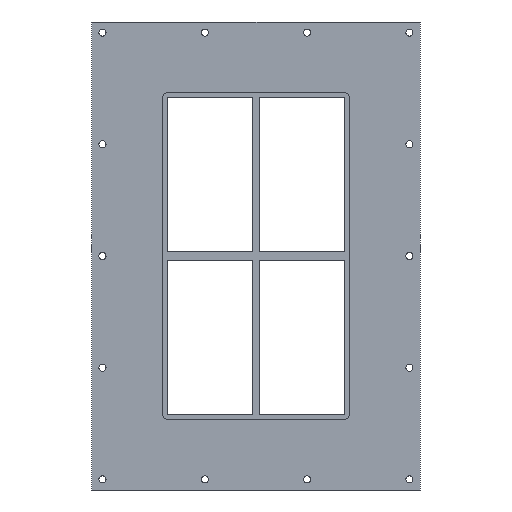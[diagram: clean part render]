
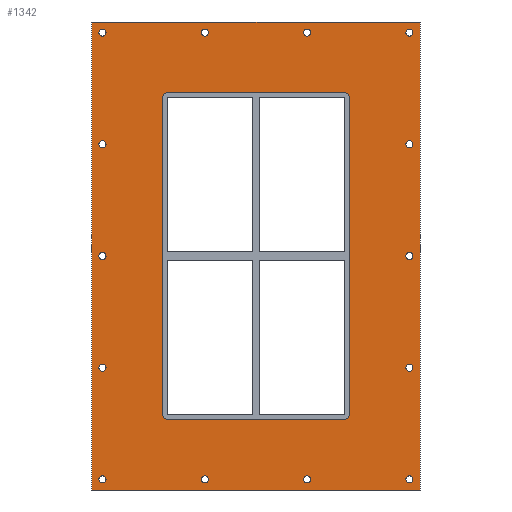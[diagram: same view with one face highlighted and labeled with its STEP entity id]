
A CAD part, front view. The second image highlights one B-rep face of the part: STEP entity #1342.
In plain terms, the highlighted planar face has unit normal (0, -1, 0).
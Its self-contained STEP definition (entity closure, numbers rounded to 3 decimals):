
#84=CARTESIAN_POINT('',(-211.5,0.0,-315.0));
#85=VERTEX_POINT('',#84);
#86=CARTESIAN_POINT('',(-216.5,0.0,-315.0));
#87=DIRECTION('',(0.0,1.0,0.0));
#88=DIRECTION('',(1.0,0.0,0.0));
#89=AXIS2_PLACEMENT_3D('',#86,#87,#88);
#90=CIRCLE('',#89,5.0);
#91=EDGE_CURVE('',#85,#85,#90,.T.);
#112=CARTESIAN_POINT('',(221.4,0.0,-157.5));
#113=VERTEX_POINT('',#112);
#114=CARTESIAN_POINT('',(216.4,0.0,-157.5));
#115=DIRECTION('',(0.0,1.0,0.0));
#116=DIRECTION('',(1.0,0.0,0.0));
#117=AXIS2_PLACEMENT_3D('',#114,#115,#116);
#118=CIRCLE('',#117,5.0);
#119=EDGE_CURVE('',#113,#113,#118,.T.);
#140=CARTESIAN_POINT('',(-211.5,0.0,-157.5));
#141=VERTEX_POINT('',#140);
#142=CARTESIAN_POINT('',(-216.5,0.0,-157.5));
#143=DIRECTION('',(0.0,1.0,0.0));
#144=DIRECTION('',(1.0,0.0,0.0));
#145=AXIS2_PLACEMENT_3D('',#142,#143,#144);
#146=CIRCLE('',#145,5.0);
#147=EDGE_CURVE('',#141,#141,#146,.T.);
#168=CARTESIAN_POINT('',(221.4,0.0,0.0));
#169=VERTEX_POINT('',#168);
#170=CARTESIAN_POINT('',(216.4,0.0,0.0));
#171=DIRECTION('',(0.0,1.0,0.0));
#172=DIRECTION('',(1.0,0.0,0.0));
#173=AXIS2_PLACEMENT_3D('',#170,#171,#172);
#174=CIRCLE('',#173,5.0);
#175=EDGE_CURVE('',#169,#169,#174,.T.);
#196=CARTESIAN_POINT('',(-211.5,0.0,0.0));
#197=VERTEX_POINT('',#196);
#198=CARTESIAN_POINT('',(-216.5,0.0,0.0));
#199=DIRECTION('',(0.0,1.0,0.0));
#200=DIRECTION('',(1.0,0.0,0.0));
#201=AXIS2_PLACEMENT_3D('',#198,#199,#200);
#202=CIRCLE('',#201,5.0);
#203=EDGE_CURVE('',#197,#197,#202,.T.);
#224=CARTESIAN_POINT('',(221.4,0.0,157.5));
#225=VERTEX_POINT('',#224);
#226=CARTESIAN_POINT('',(216.4,0.0,157.5));
#227=DIRECTION('',(0.0,1.0,0.0));
#228=DIRECTION('',(1.0,0.0,0.0));
#229=AXIS2_PLACEMENT_3D('',#226,#227,#228);
#230=CIRCLE('',#229,5.0);
#231=EDGE_CURVE('',#225,#225,#230,.T.);
#252=CARTESIAN_POINT('',(-211.5,0.0,157.5));
#253=VERTEX_POINT('',#252);
#254=CARTESIAN_POINT('',(-216.5,0.0,157.5));
#255=DIRECTION('',(0.0,1.0,0.0));
#256=DIRECTION('',(1.0,0.0,0.0));
#257=AXIS2_PLACEMENT_3D('',#254,#255,#256);
#258=CIRCLE('',#257,5.0);
#259=EDGE_CURVE('',#253,#253,#258,.T.);
#280=CARTESIAN_POINT('',(-67.2,0.0,315.0));
#281=VERTEX_POINT('',#280);
#282=CARTESIAN_POINT('',(-72.2,0.0,315.0));
#283=DIRECTION('',(0.0,1.0,0.0));
#284=DIRECTION('',(1.0,0.0,0.0));
#285=AXIS2_PLACEMENT_3D('',#282,#283,#284);
#286=CIRCLE('',#285,5.0);
#287=EDGE_CURVE('',#281,#281,#286,.T.);
#308=CARTESIAN_POINT('',(-67.2,0.0,-315.0));
#309=VERTEX_POINT('',#308);
#310=CARTESIAN_POINT('',(-72.2,0.0,-315.0));
#311=DIRECTION('',(0.0,1.0,0.0));
#312=DIRECTION('',(1.0,0.0,0.0));
#313=AXIS2_PLACEMENT_3D('',#310,#311,#312);
#314=CIRCLE('',#313,5.0);
#315=EDGE_CURVE('',#309,#309,#314,.T.);
#336=CARTESIAN_POINT('',(77.1,0.0,315.0));
#337=VERTEX_POINT('',#336);
#338=CARTESIAN_POINT('',(72.1,0.0,315.0));
#339=DIRECTION('',(0.0,1.0,0.0));
#340=DIRECTION('',(1.0,0.0,0.0));
#341=AXIS2_PLACEMENT_3D('',#338,#339,#340);
#342=CIRCLE('',#341,5.0);
#343=EDGE_CURVE('',#337,#337,#342,.T.);
#364=CARTESIAN_POINT('',(77.1,0.0,-315.0));
#365=VERTEX_POINT('',#364);
#366=CARTESIAN_POINT('',(72.1,0.0,-315.0));
#367=DIRECTION('',(0.0,1.0,0.0));
#368=DIRECTION('',(1.0,0.0,0.0));
#369=AXIS2_PLACEMENT_3D('',#366,#367,#368);
#370=CIRCLE('',#369,5.0);
#371=EDGE_CURVE('',#365,#365,#370,.T.);
#392=CARTESIAN_POINT('',(221.4,0.0,-315.0));
#393=VERTEX_POINT('',#392);
#394=CARTESIAN_POINT('',(216.4,0.0,-315.0));
#395=DIRECTION('',(0.0,1.0,0.0));
#396=DIRECTION('',(1.0,0.0,0.0));
#397=AXIS2_PLACEMENT_3D('',#394,#395,#396);
#398=CIRCLE('',#397,5.0);
#399=EDGE_CURVE('',#393,#393,#398,.T.);
#420=CARTESIAN_POINT('',(-211.5,0.0,315.0));
#421=VERTEX_POINT('',#420);
#422=CARTESIAN_POINT('',(-216.5,0.0,315.0));
#423=DIRECTION('',(0.0,1.0,0.0));
#424=DIRECTION('',(1.0,0.0,0.0));
#425=AXIS2_PLACEMENT_3D('',#422,#423,#424);
#426=CIRCLE('',#425,5.0);
#427=EDGE_CURVE('',#421,#421,#426,.T.);
#448=CARTESIAN_POINT('',(221.4,0.0,315.0));
#449=VERTEX_POINT('',#448);
#450=CARTESIAN_POINT('',(216.4,0.0,315.0));
#451=DIRECTION('',(0.0,1.0,0.0));
#452=DIRECTION('',(1.0,0.0,0.0));
#453=AXIS2_PLACEMENT_3D('',#450,#451,#452);
#454=CIRCLE('',#453,5.0);
#455=EDGE_CURVE('',#449,#449,#454,.T.);
#1191=CARTESIAN_POINT('',(0.0,0.0,0.));
#1192=DIRECTION('',(0.0,1.0,0.0));
#1193=DIRECTION('',(0.0,0.0,1.0));
#1194=AXIS2_PLACEMENT_3D('',#1191,#1192,#1193);
#1195=PLANE('',#1194);
#1196=CARTESIAN_POINT('',(-231.5,0.0,330.));
#1197=VERTEX_POINT('',#1196);
#1198=CARTESIAN_POINT('',(231.5,0.0,330.));
#1199=VERTEX_POINT('',#1198);
#1200=CARTESIAN_POINT('',(-231.5,0.0,330.));
#1201=DIRECTION('',(1.0,0.0,0.0));
#1202=VECTOR('',#1201,463.0);
#1203=LINE('',#1200,#1202);
#1204=EDGE_CURVE('',#1197,#1199,#1203,.T.);
#1205=ORIENTED_EDGE('',*,*,#1204,.F.);
#1206=CARTESIAN_POINT('',(-231.5,0.0,-330.0));
#1207=VERTEX_POINT('',#1206);
#1208=CARTESIAN_POINT('',(-231.5,0.0,-330.0));
#1209=DIRECTION('',(0.0,0.0,1.0));
#1210=VECTOR('',#1209,660.0);
#1211=LINE('',#1208,#1210);
#1212=EDGE_CURVE('',#1207,#1197,#1211,.T.);
#1213=ORIENTED_EDGE('',*,*,#1212,.F.);
#1214=CARTESIAN_POINT('',(231.5,0.0,-330.0));
#1215=VERTEX_POINT('',#1214);
#1216=CARTESIAN_POINT('',(231.5,0.0,-330.0));
#1217=DIRECTION('',(-1.0,0.0,0.0));
#1218=VECTOR('',#1217,463.0);
#1219=LINE('',#1216,#1218);
#1220=EDGE_CURVE('',#1215,#1207,#1219,.T.);
#1221=ORIENTED_EDGE('',*,*,#1220,.F.);
#1222=CARTESIAN_POINT('',(231.5,0.0,330.));
#1223=DIRECTION('',(0.0,0.0,-1.0));
#1224=VECTOR('',#1223,660.0);
#1225=LINE('',#1222,#1224);
#1226=EDGE_CURVE('',#1199,#1215,#1225,.T.);
#1227=ORIENTED_EDGE('',*,*,#1226,.F.);
#1228=EDGE_LOOP('',(#1205,#1213,#1221,#1227));
#1229=FACE_OUTER_BOUND('',#1228,.T.);
#1230=ORIENTED_EDGE('',*,*,#91,.T.);
#1231=EDGE_LOOP('',(#1230));
#1232=FACE_BOUND('',#1231,.T.);
#1233=ORIENTED_EDGE('',*,*,#119,.T.);
#1234=EDGE_LOOP('',(#1233));
#1235=FACE_BOUND('',#1234,.T.);
#1236=ORIENTED_EDGE('',*,*,#147,.T.);
#1237=EDGE_LOOP('',(#1236));
#1238=FACE_BOUND('',#1237,.T.);
#1239=ORIENTED_EDGE('',*,*,#175,.T.);
#1240=EDGE_LOOP('',(#1239));
#1241=FACE_BOUND('',#1240,.T.);
#1242=ORIENTED_EDGE('',*,*,#203,.T.);
#1243=EDGE_LOOP('',(#1242));
#1244=FACE_BOUND('',#1243,.T.);
#1245=ORIENTED_EDGE('',*,*,#231,.T.);
#1246=EDGE_LOOP('',(#1245));
#1247=FACE_BOUND('',#1246,.T.);
#1248=ORIENTED_EDGE('',*,*,#259,.T.);
#1249=EDGE_LOOP('',(#1248));
#1250=FACE_BOUND('',#1249,.T.);
#1251=ORIENTED_EDGE('',*,*,#287,.T.);
#1252=EDGE_LOOP('',(#1251));
#1253=FACE_BOUND('',#1252,.T.);
#1254=ORIENTED_EDGE('',*,*,#315,.T.);
#1255=EDGE_LOOP('',(#1254));
#1256=FACE_BOUND('',#1255,.T.);
#1257=ORIENTED_EDGE('',*,*,#343,.T.);
#1258=EDGE_LOOP('',(#1257));
#1259=FACE_BOUND('',#1258,.T.);
#1260=ORIENTED_EDGE('',*,*,#371,.T.);
#1261=EDGE_LOOP('',(#1260));
#1262=FACE_BOUND('',#1261,.T.);
#1263=ORIENTED_EDGE('',*,*,#399,.T.);
#1264=EDGE_LOOP('',(#1263));
#1265=FACE_BOUND('',#1264,.T.);
#1266=ORIENTED_EDGE('',*,*,#427,.T.);
#1267=EDGE_LOOP('',(#1266));
#1268=FACE_BOUND('',#1267,.T.);
#1269=ORIENTED_EDGE('',*,*,#455,.T.);
#1270=EDGE_LOOP('',(#1269));
#1271=FACE_BOUND('',#1270,.T.);
#1272=CARTESIAN_POINT('',(-131.5,0.0,-224.));
#1273=VERTEX_POINT('',#1272);
#1274=CARTESIAN_POINT('',(-125.5,0.0,-230.));
#1275=VERTEX_POINT('',#1274);
#1276=CARTESIAN_POINT('',(-125.5,0.0,-224.));
#1277=DIRECTION('',(0.0,-1.0,0.0));
#1278=DIRECTION('',(-0.707,0.0,-0.707));
#1279=AXIS2_PLACEMENT_3D('',#1276,#1277,#1278);
#1280=CIRCLE('',#1279,6.);
#1281=EDGE_CURVE('',#1273,#1275,#1280,.T.);
#1282=ORIENTED_EDGE('',*,*,#1281,.F.);
#1283=CARTESIAN_POINT('',(-131.5,0.0,224.));
#1284=VERTEX_POINT('',#1283);
#1285=CARTESIAN_POINT('',(-131.5,0.0,224.));
#1286=DIRECTION('',(0.0,0.0,-1.0));
#1287=VECTOR('',#1286,448.);
#1288=LINE('',#1285,#1287);
#1289=EDGE_CURVE('',#1284,#1273,#1288,.T.);
#1290=ORIENTED_EDGE('',*,*,#1289,.F.);
#1291=CARTESIAN_POINT('',(-125.5,0.0,230.));
#1292=VERTEX_POINT('',#1291);
#1293=CARTESIAN_POINT('',(-125.5,0.0,224.));
#1294=DIRECTION('',(0.0,-1.0,0.0));
#1295=DIRECTION('',(-0.707,0.0,0.707));
#1296=AXIS2_PLACEMENT_3D('',#1293,#1294,#1295);
#1297=CIRCLE('',#1296,6.);
#1298=EDGE_CURVE('',#1292,#1284,#1297,.T.);
#1299=ORIENTED_EDGE('',*,*,#1298,.F.);
#1300=CARTESIAN_POINT('',(125.5,0.0,230.));
#1301=VERTEX_POINT('',#1300);
#1302=CARTESIAN_POINT('',(125.5,0.0,230.));
#1303=DIRECTION('',(-1.0,0.0,0.0));
#1304=VECTOR('',#1303,251.0);
#1305=LINE('',#1302,#1304);
#1306=EDGE_CURVE('',#1301,#1292,#1305,.T.);
#1307=ORIENTED_EDGE('',*,*,#1306,.F.);
#1308=CARTESIAN_POINT('',(131.5,0.0,224.));
#1309=VERTEX_POINT('',#1308);
#1310=CARTESIAN_POINT('',(125.5,0.0,224.));
#1311=DIRECTION('',(0.0,-1.0,0.0));
#1312=DIRECTION('',(0.707,0.0,0.707));
#1313=AXIS2_PLACEMENT_3D('',#1310,#1311,#1312);
#1314=CIRCLE('',#1313,6.);
#1315=EDGE_CURVE('',#1309,#1301,#1314,.T.);
#1316=ORIENTED_EDGE('',*,*,#1315,.F.);
#1317=CARTESIAN_POINT('',(131.5,0.0,-224.));
#1318=VERTEX_POINT('',#1317);
#1319=CARTESIAN_POINT('',(131.5,0.0,-224.));
#1320=DIRECTION('',(0.0,0.0,1.0));
#1321=VECTOR('',#1320,448.0);
#1322=LINE('',#1319,#1321);
#1323=EDGE_CURVE('',#1318,#1309,#1322,.T.);
#1324=ORIENTED_EDGE('',*,*,#1323,.F.);
#1325=CARTESIAN_POINT('',(125.5,0.0,-230.));
#1326=VERTEX_POINT('',#1325);
#1327=CARTESIAN_POINT('',(125.5,0.0,-224.));
#1328=DIRECTION('',(0.0,-1.0,0.0));
#1329=DIRECTION('',(0.707,0.0,-0.707));
#1330=AXIS2_PLACEMENT_3D('',#1327,#1328,#1329);
#1331=CIRCLE('',#1330,6.);
#1332=EDGE_CURVE('',#1326,#1318,#1331,.T.);
#1333=ORIENTED_EDGE('',*,*,#1332,.F.);
#1334=CARTESIAN_POINT('',(-125.5,0.0,-230.));
#1335=DIRECTION('',(1.0,0.0,0.0));
#1336=VECTOR('',#1335,251.0);
#1337=LINE('',#1334,#1336);
#1338=EDGE_CURVE('',#1275,#1326,#1337,.T.);
#1339=ORIENTED_EDGE('',*,*,#1338,.F.);
#1340=EDGE_LOOP('',(#1282,#1290,#1299,#1307,#1316,#1324,#1333,#1339));
#1341=FACE_BOUND('',#1340,.T.);
#1342=ADVANCED_FACE('',(#1229,#1232,#1235,#1238,#1241,#1244,#1247,#1250,#1253,#1256,#1259,#1262,#1265,#1268,#1271,#1341),#1195,.F.);
